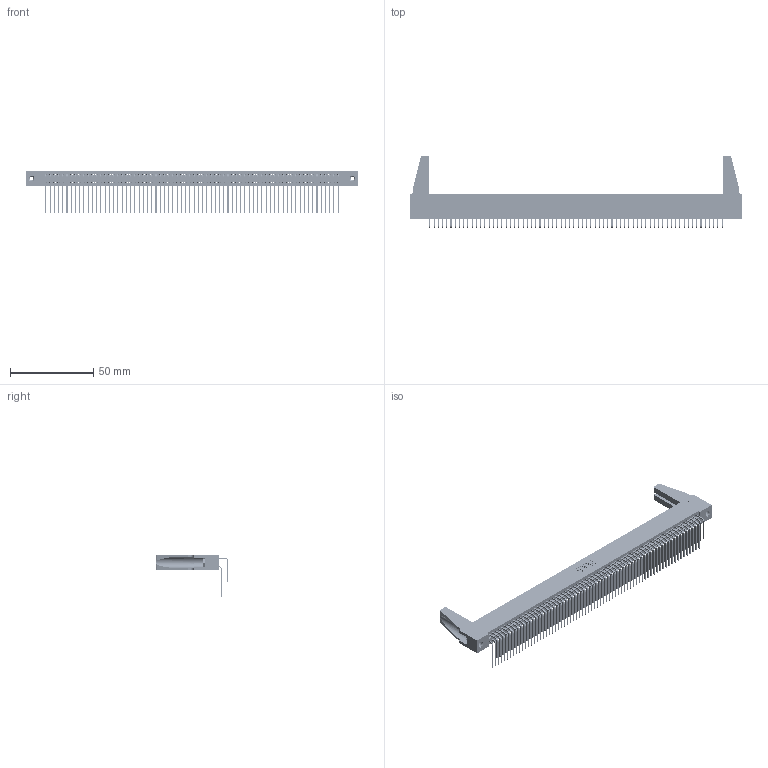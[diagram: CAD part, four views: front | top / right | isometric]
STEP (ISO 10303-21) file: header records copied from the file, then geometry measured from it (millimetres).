
FILE_DESCRIPTION (( 'STEP AP203' ), '1' );
FILE_NAME ('345-140-559-288.STEP', '2019-11-08T23:26:31', ( '' ), ( '' ), 'SwSTEP 2.0', 'SolidWorks 2016', '' );
FILE_SCHEMA (( 'CONFIG_CONTROL_DESIGN' ));
Length unit declared in the file: inch
Products named in the file (6): 345-250-001_345-250-001-102; 345-140-559-288; 345-292-001_559 Tail - 2; 345-220-078_345-220-088; 345-292-001_558 559 Tail - 1; 345 Part_Flush Mounting Lugs - 0.156 Dia-TH
Assembly tree (145 placements, depth 2):
  345-140-559-288
    345 Part_Flush Mounting Lugs - 0.156 Dia-TH
    345-292-001_558 559 Tail - 1  x70
    345-292-001_559 Tail - 2  x70
    345-250-001_345-250-001-102  x2
    345-220-078_345-220-088  x2
Bounding box: 199.03 x 43.42 x 25.53 mm (x, y, z)
Volume: 23654.4 mm3; surface area: 37619.6 mm2
Topology: 145 solids, 145 shells, 7530 faces, 22355 edges, 14706 vertices
Faces by surface type: plane 5052, cylinder 2462, cone 12, torus 4
Entity records: 54954 total; most frequent: CARTESIAN_POINT 9225, ORIENTED_EDGE 9068, DIRECTION 8078, EDGE_CURVE 4534, LINE 4040, VECTOR 4040, VERTEX_POINT 3014, AXIS2_PLACEMENT_3D 2019
